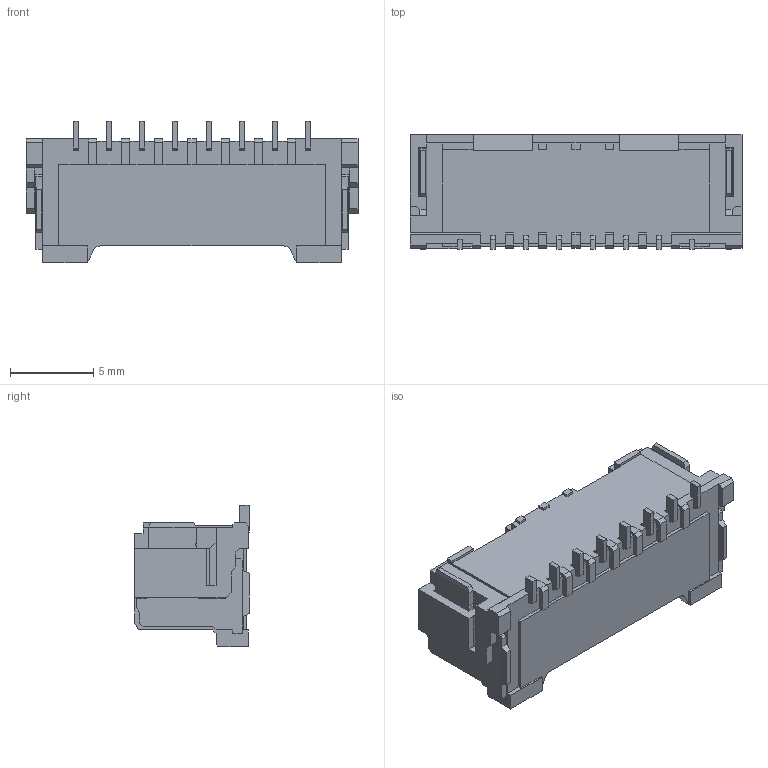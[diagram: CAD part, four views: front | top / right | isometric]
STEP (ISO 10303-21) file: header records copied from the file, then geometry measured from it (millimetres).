
FILE_DESCRIPTION((''),'2;1');
FILE_NAME('5024940870','2016-04-05T',('me'),(''),'PRO/ENGINEER BY PARAMETRIC TECHNOLOGY CORPORATION, 2012310','PRO/ENGINEER BY PARAMETRIC TECHNOLOGY CORPORATION, 2012310','');
FILE_SCHEMA(('CONFIG_CONTROL_DESIGN'));
Length unit declared in the file: millimetre
Products named in the file (1): 5024940870
Bounding box: 20 x 6.9 x 8.5 mm (x, y, z)
Volume: 442 mm3; surface area: 1139.3 mm2
Topology: 1 solids, 1 shells, 687 faces, 2052 edges, 1351 vertices
Faces by surface type: plane 655, cylinder 32
Entity records: 22613 total; most frequent: CARTESIAN_POINT 4118, ORIENTED_EDGE 4018, DIRECTION 3474, EDGE_CURVE 2009, VECTOR 1970, LINE 1970, VERTEX_POINT 1308, AXIS2_PLACEMENT_3D 752
